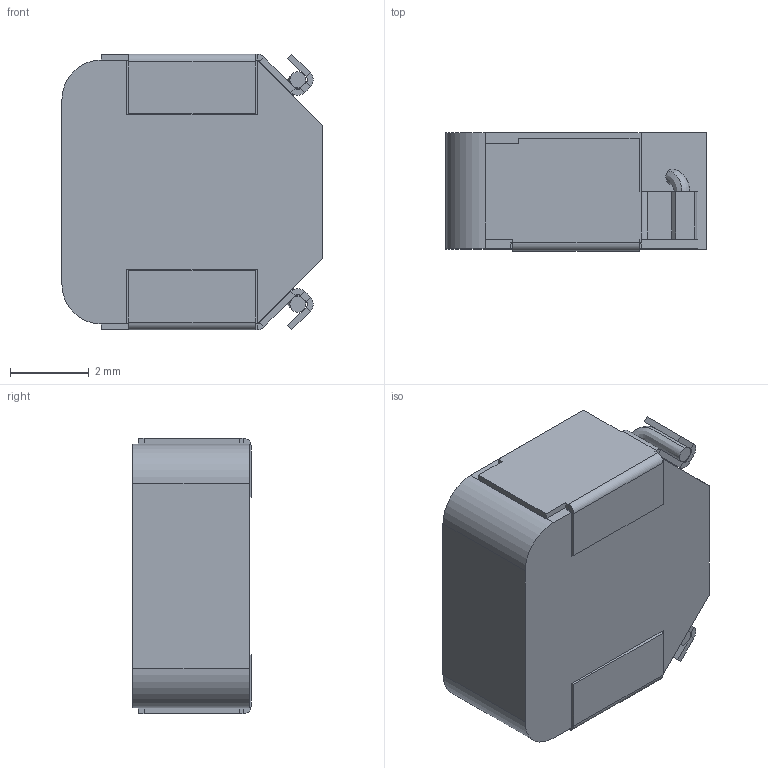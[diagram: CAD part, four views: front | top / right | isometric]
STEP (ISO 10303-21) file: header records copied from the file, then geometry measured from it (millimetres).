
FILE_DESCRIPTION (( 'STEP AP214' ), '1' );
FILE_NAME ('DFEG7030D-5R6M=P3.STEP', '2020-01-28T22:02:11', ( '' ), ( '' ), 'SwSTEP 2.0', 'SolidWorks 2018', '' );
FILE_SCHEMA (( 'AUTOMOTIVE_DESIGN' ));
Length unit declared in the file: millimetre
Products named in the file (1): DFEG7030D-5R6M=P3
Bounding box: 6.6 x 3 x 7 mm (x, y, z)
Volume: 125.7 mm3; surface area: 237.6 mm2
Topology: 5 solids, 5 shells, 122 faces, 270 edges, 158 vertices
Faces by surface type: plane 96, cylinder 22, bspline 4
Entity records: 3980 total; most frequent: CARTESIAN_POINT 1183, DIRECTION 556, ORIENTED_EDGE 540, EDGE_CURVE 270, LINE 214, VECTOR 214, AXIS2_PLACEMENT_3D 171, VERTEX_POINT 158
